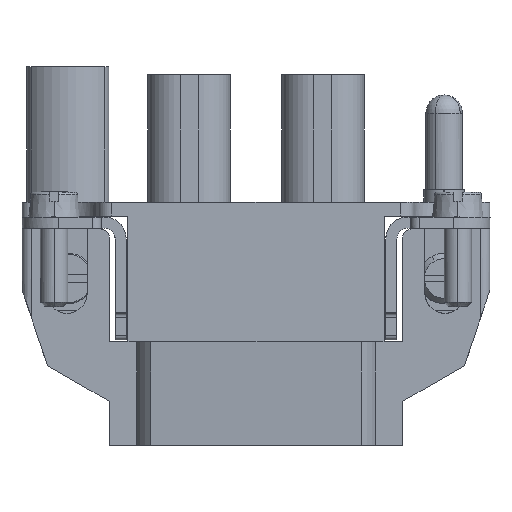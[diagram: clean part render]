
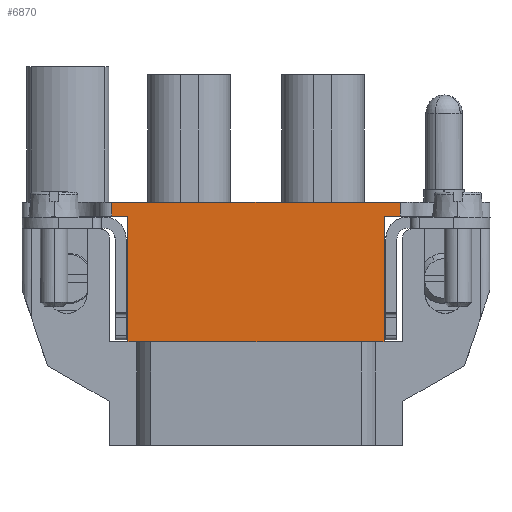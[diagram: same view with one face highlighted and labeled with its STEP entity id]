
A CAD part, left-side view. The second image highlights one B-rep face of the part: STEP entity #6870.
In plain terms, the highlighted planar face has unit normal (-1, 0, 0).
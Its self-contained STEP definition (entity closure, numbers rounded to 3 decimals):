
#6802=AXIS2_PLACEMENT_3D('Plane Axis2P3D',#6799,#6800,#6801) ;
#4234=CARTESIAN_POINT('Vertex',(0.,11.55,25.)) ;
#4237=CARTESIAN_POINT('Line Origine',(0.,11.55,18.15)) ;
#4241=CARTESIAN_POINT('Vertex',(0.,11.55,11.3)) ;
#6267=CARTESIAN_POINT('Line Origine',(0.,12.8,11.3)) ;
#6271=CARTESIAN_POINT('Vertex',(0.,14.05,11.3)) ;
#6799=CARTESIAN_POINT('Axis2P3D Location',(0.,41.2,41.3)) ;
#6804=CARTESIAN_POINT('Line Origine',(0.,25.5,11.3)) ;
#6808=CARTESIAN_POINT('Vertex',(0.,36.95,11.3)) ;
#6811=CARTESIAN_POINT('Line Origine',(0.,10.675,25.)) ;
#6815=CARTESIAN_POINT('Vertex',(0.,9.8,25.)) ;
#6818=CARTESIAN_POINT('Line Origine',(0.,9.8,25.75)) ;
#6822=CARTESIAN_POINT('Vertex',(0.,9.8,26.5)) ;
#6825=CARTESIAN_POINT('Line Origine',(0.,25.5,26.5)) ;
#6829=CARTESIAN_POINT('Vertex',(0.,41.2,26.5)) ;
#6832=CARTESIAN_POINT('Line Origine',(0.,41.2,25.75)) ;
#6836=CARTESIAN_POINT('Vertex',(0.,41.2,25.)) ;
#6839=CARTESIAN_POINT('Line Origine',(0.,40.325,25.)) ;
#6843=CARTESIAN_POINT('Vertex',(0.,39.45,25.)) ;
#6846=CARTESIAN_POINT('Line Origine',(0.,39.45,18.15)) ;
#6850=CARTESIAN_POINT('Vertex',(0.,39.45,11.3)) ;
#6853=CARTESIAN_POINT('Line Origine',(0.,38.2,11.3)) ;
#4238=DIRECTION('Vector Direction',(0.,0.,-1.)) ;
#6268=DIRECTION('Vector Direction',(0.,-1.,0.)) ;
#6800=DIRECTION('Axis2P3D Direction',(-1.,0.,0.)) ;
#6801=DIRECTION('Axis2P3D XDirection',(0.,1.,0.)) ;
#6805=DIRECTION('Vector Direction',(0.,-1.,0.)) ;
#6812=DIRECTION('Vector Direction',(0.,-1.,0.)) ;
#6819=DIRECTION('Vector Direction',(0.,0.,-1.)) ;
#6826=DIRECTION('Vector Direction',(0.,1.,0.)) ;
#6833=DIRECTION('Vector Direction',(0.,0.,-1.)) ;
#6840=DIRECTION('Vector Direction',(0.,-1.,0.)) ;
#6847=DIRECTION('Vector Direction',(0.,0.,-1.)) ;
#6854=DIRECTION('Vector Direction',(0.,-1.,0.)) ;
#4239=VECTOR('Line Direction',#4238,1.) ;
#6269=VECTOR('Line Direction',#6268,1.) ;
#6806=VECTOR('Line Direction',#6805,1.) ;
#6813=VECTOR('Line Direction',#6812,1.) ;
#6820=VECTOR('Line Direction',#6819,1.) ;
#6827=VECTOR('Line Direction',#6826,1.) ;
#6834=VECTOR('Line Direction',#6833,1.) ;
#6841=VECTOR('Line Direction',#6840,1.) ;
#6848=VECTOR('Line Direction',#6847,1.) ;
#6855=VECTOR('Line Direction',#6854,1.) ;
#6859=ORIENTED_EDGE('',*,*,#6810,.T.) ;
#6860=ORIENTED_EDGE('',*,*,#6273,.T.) ;
#6861=ORIENTED_EDGE('',*,*,#4243,.F.) ;
#6862=ORIENTED_EDGE('',*,*,#6817,.T.) ;
#6863=ORIENTED_EDGE('',*,*,#6824,.F.) ;
#6864=ORIENTED_EDGE('',*,*,#6831,.T.) ;
#6865=ORIENTED_EDGE('',*,*,#6838,.T.) ;
#6866=ORIENTED_EDGE('',*,*,#6845,.T.) ;
#6867=ORIENTED_EDGE('',*,*,#6852,.T.) ;
#6868=ORIENTED_EDGE('',*,*,#6857,.T.) ;
#6870=ADVANCED_FACE('Brep With Voids',(#6869),#6803,.T.) ;
#4243=EDGE_CURVE('',#4235,#4242,#4240,.T.) ;
#6273=EDGE_CURVE('',#6272,#4242,#6270,.T.) ;
#6810=EDGE_CURVE('',#6809,#6272,#6807,.T.) ;
#6817=EDGE_CURVE('',#4235,#6816,#6814,.T.) ;
#6824=EDGE_CURVE('',#6823,#6816,#6821,.T.) ;
#6831=EDGE_CURVE('',#6823,#6830,#6828,.T.) ;
#6838=EDGE_CURVE('',#6830,#6837,#6835,.T.) ;
#6845=EDGE_CURVE('',#6837,#6844,#6842,.T.) ;
#6852=EDGE_CURVE('',#6844,#6851,#6849,.T.) ;
#6857=EDGE_CURVE('',#6851,#6809,#6856,.T.) ;
#6858=EDGE_LOOP('',(#6859,#6860,#6861,#6862,#6863,#6864,#6865,#6866,#6867,#6868)) ;
#6869=FACE_OUTER_BOUND('',#6858,.T.) ;
#4240=LINE('Line',#4237,#4239) ;
#6270=LINE('Line',#6267,#6269) ;
#6807=LINE('Line',#6804,#6806) ;
#6814=LINE('Line',#6811,#6813) ;
#6821=LINE('Line',#6818,#6820) ;
#6828=LINE('Line',#6825,#6827) ;
#6835=LINE('Line',#6832,#6834) ;
#6842=LINE('Line',#6839,#6841) ;
#6849=LINE('Line',#6846,#6848) ;
#6856=LINE('Line',#6853,#6855) ;
#6803=PLANE('',#6802) ;
#4235=VERTEX_POINT('',#4234) ;
#4242=VERTEX_POINT('',#4241) ;
#6272=VERTEX_POINT('',#6271) ;
#6809=VERTEX_POINT('',#6808) ;
#6816=VERTEX_POINT('',#6815) ;
#6823=VERTEX_POINT('',#6822) ;
#6830=VERTEX_POINT('',#6829) ;
#6837=VERTEX_POINT('',#6836) ;
#6844=VERTEX_POINT('',#6843) ;
#6851=VERTEX_POINT('',#6850) ;
